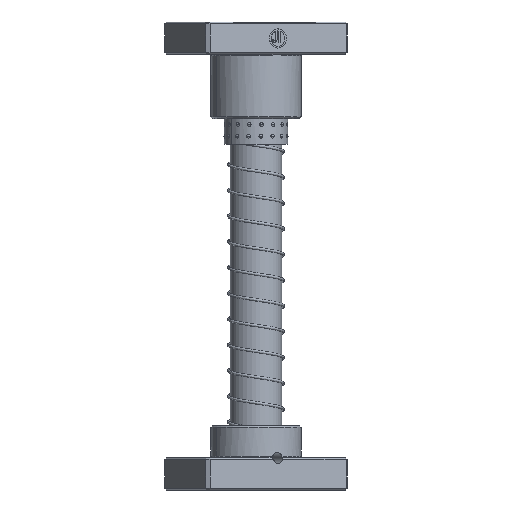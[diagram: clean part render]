
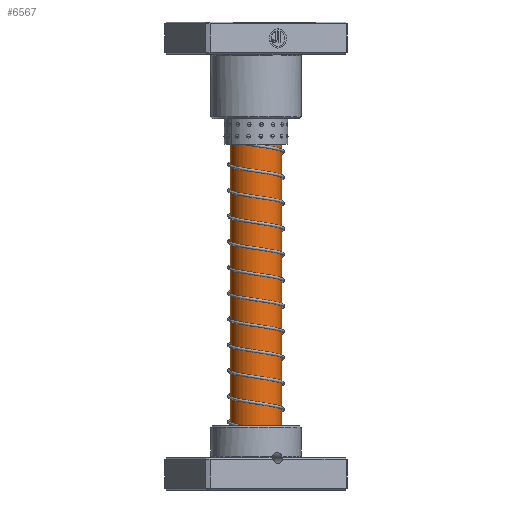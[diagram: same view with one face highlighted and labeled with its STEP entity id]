
A CAD part, front view. The second image highlights one B-rep face of the part: STEP entity #6567.
In plain terms, the highlighted cylindrical face has radius 16 mm (diameter 32 mm), a partial arc.
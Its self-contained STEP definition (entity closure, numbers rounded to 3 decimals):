
#1751 = ORIENTED_EDGE ( 'NONE', *, *, #6423, .F. ) ;
#2134 = EDGE_LOOP ( 'NONE', ( #7190, #7357, #40521, #1751 ) ) ;
#4371 = CIRCLE ( 'NONE', #33148, 16. ) ;
#4898 = AXIS2_PLACEMENT_3D ( 'NONE', #43889, #21921, #47553 ) ;
#4950 = EDGE_CURVE ( 'NONE', #21692, #10882, #4371, .T. ) ;
#6423 = EDGE_CURVE ( 'NONE', #30518, #34654, #30452, .T. ) ;
#6567 = ADVANCED_FACE ( 'NONE', ( #19001 ), #37307, .T. ) ;
#7190 = ORIENTED_EDGE ( 'NONE', *, *, #47228, .F. ) ;
#7357 = ORIENTED_EDGE ( 'NONE', *, *, #4950, .T. ) ;
#7520 = LINE ( 'NONE', #40214, #26942 ) ;
#9712 = DIRECTION ( 'NONE',  ( 0., 0., -1. ) ) ;
#10697 = CARTESIAN_POINT ( 'NONE',  ( 16., 0., 24. ) ) ;
#10882 = VERTEX_POINT ( 'NONE', #38293 ) ;
#11340 = AXIS2_PLACEMENT_3D ( 'NONE', #46276, #16975, #24332 ) ;
#13215 = CARTESIAN_POINT ( 'NONE',  ( 16., 0., 260. ) ) ;
#15327 = CARTESIAN_POINT ( 'NONE',  ( -16., 0., 24. ) ) ;
#15946 = DIRECTION ( 'NONE',  ( 0., 0., -1. ) ) ;
#16975 = DIRECTION ( 'NONE',  ( 0., 0., -1. ) ) ;
#18512 = EDGE_CURVE ( 'NONE', #10882, #34654, #7520, .T. ) ;
#19001 = FACE_OUTER_BOUND ( 'NONE', #2134, .T. ) ;
#19464 = VECTOR ( 'NONE', #9712, 1000. ) ;
#21692 = VERTEX_POINT ( 'NONE', #26190 ) ;
#21921 = DIRECTION ( 'NONE',  ( 0., 0., -1. ) ) ;
#24332 = DIRECTION ( 'NONE',  ( -1., 0., 0. ) ) ;
#26190 = CARTESIAN_POINT ( 'NONE',  ( 16., 0., 257.5 ) ) ;
#26942 = VECTOR ( 'NONE', #47445, 1000. ) ;
#30452 = CIRCLE ( 'NONE', #4898, 16. ) ;
#30518 = VERTEX_POINT ( 'NONE', #10697 ) ;
#33148 = AXIS2_PLACEMENT_3D ( 'NONE', #37854, #15946, #41563 ) ;
#34654 = VERTEX_POINT ( 'NONE', #15327 ) ;
#37307 = CYLINDRICAL_SURFACE ( 'NONE', #11340, 16. ) ;
#37854 = CARTESIAN_POINT ( 'NONE',  ( 0., 0., 257.5 ) ) ;
#38293 = CARTESIAN_POINT ( 'NONE',  ( -16., 0., 257.5 ) ) ;
#38913 = LINE ( 'NONE', #13215, #19464 ) ;
#40214 = CARTESIAN_POINT ( 'NONE',  ( -16., 0., 260. ) ) ;
#40521 = ORIENTED_EDGE ( 'NONE', *, *, #18512, .T. ) ;
#41563 = DIRECTION ( 'NONE',  ( 1., 0., 0. ) ) ;
#43889 = CARTESIAN_POINT ( 'NONE',  ( 0., 0., 24. ) ) ;
#46276 = CARTESIAN_POINT ( 'NONE',  ( 0., 0., 260. ) ) ;
#47228 = EDGE_CURVE ( 'NONE', #21692, #30518, #38913, .T. ) ;
#47445 = DIRECTION ( 'NONE',  ( 0., 0., -1. ) ) ;
#47553 = DIRECTION ( 'NONE',  ( -1., 0., 0. ) ) ;
